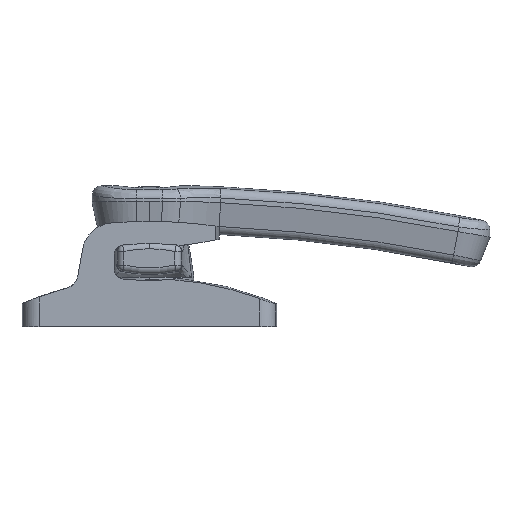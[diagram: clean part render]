
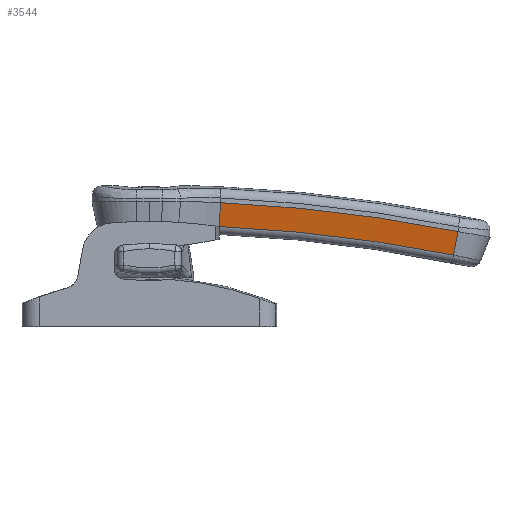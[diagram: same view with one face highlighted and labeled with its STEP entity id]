
A CAD part, left-side view. The second image highlights one B-rep face of the part: STEP entity #3544.
In plain terms, the highlighted conical face has half-angle 80.172 degrees and reference radius 494.995 mm.
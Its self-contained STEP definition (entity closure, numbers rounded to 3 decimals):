
#114 = B_SPLINE_CURVE_WITH_KNOTS ( 'NONE', 1,
 ( #8841, #8887 ),
 .UNSPECIFIED., .F., .F.,
 ( 2, 2 ),
 ( 0.249, 1. ),
 .UNSPECIFIED. ) ;
#115 = B_SPLINE_CURVE_WITH_KNOTS ( 'NONE', 1,
 ( #8897, #8898 ),
 .UNSPECIFIED., .F., .F.,
 ( 2, 2 ),
 ( 0., 0.751 ),
 .UNSPECIFIED. ) ;
#2039 = ORIENTED_EDGE ( 'NONE', *, *, #2457, .F. ) ;
#2040 = ORIENTED_EDGE ( 'NONE', *, *, #2458, .T. ) ;
#2041 = ORIENTED_EDGE ( 'NONE', *, *, #2459, .F. ) ;
#2042 = ORIENTED_EDGE ( 'NONE', *, *, #2438, .F. ) ;
#2248 = VERTEX_POINT ( 'NONE', #7199 ) ;
#2271 = VERTEX_POINT ( 'NONE', #7222 ) ;
#2277 = VERTEX_POINT ( 'NONE', #7228 ) ;
#2283 = VERTEX_POINT ( 'NONE', #7234 ) ;
#2438 = EDGE_CURVE ( 'NONE', #2271, #2248, #7603, .T. ) ;
#2457 = EDGE_CURVE ( 'NONE', #2277, #2271, #114, .T. ) ;
#2458 = EDGE_CURVE ( 'NONE', #2277, #2283, #7608, .T. ) ;
#2459 = EDGE_CURVE ( 'NONE', #2248, #2283, #115, .T. ) ;
#3127 = EDGE_LOOP ( 'NONE', ( #2039, #2040, #2041, #2042 ) ) ;
#3544 = ADVANCED_FACE ( 'NONE', ( #11954 ), #11484, .F. ) ;
#7199 = CARTESIAN_POINT ( 'NONE',  ( -10., -97., 0.397 ) ) ;
#7222 = CARTESIAN_POINT ( 'NONE',  ( -10., -22.33, 9.499 ) ) ;
#7228 = CARTESIAN_POINT ( 'NONE',  ( -8.7, -21.992, 1.992 ) ) ;
#7234 = CARTESIAN_POINT ( 'NONE',  ( -8.7, -95.529, -6.964 ) ) ;
#7603 = CIRCLE ( 'NONE', #7605, 494.995 ) ;
#7605 = AXIS2_PLACEMENT_3D ( 'NONE', #8599, #8600, #8601 ) ;
#7608 = CIRCLE ( 'NONE', #7613, 487.488 ) ;
#7613 = AXIS2_PLACEMENT_3D ( 'NONE', #8900, #8901, #8902 ) ;
#8599 = CARTESIAN_POINT ( 'NONE',  ( -10., 0., -485. ) ) ;
#8600 = DIRECTION ( 'NONE',  ( 1., 0., 0. ) ) ;
#8601 = DIRECTION ( 'NONE',  ( 0., 0., 1. ) ) ;
#8841 = CARTESIAN_POINT ( 'NONE',  ( -8.7, -21.992, 1.992 ) ) ;
#8887 = CARTESIAN_POINT ( 'NONE',  ( -10., -22.33, 9.499 ) ) ;
#8897 = CARTESIAN_POINT ( 'NONE',  ( -10., -97., 0.397 ) ) ;
#8898 = CARTESIAN_POINT ( 'NONE',  ( -8.7, -95.529, -6.964 ) ) ;
#8900 = CARTESIAN_POINT ( 'NONE',  ( -8.7, 0., -485. ) ) ;
#8901 = DIRECTION ( 'NONE',  ( 1., 0., 0. ) ) ;
#8902 = DIRECTION ( 'NONE',  ( 0., 0., 1. ) ) ;
#11484 = CONICAL_SURFACE ( 'NONE', #11485, 494.995, 1.399 ) ;
#11485 = AXIS2_PLACEMENT_3D ( 'NONE', #11957, #11955, #11951 ) ;
#11951 = DIRECTION ( 'NONE',  ( 0., 0., 1. ) ) ;
#11954 = FACE_OUTER_BOUND ( 'NONE', #3127, .T. ) ;
#11955 = DIRECTION ( 'NONE',  ( -1., 0., 0. ) ) ;
#11957 = CARTESIAN_POINT ( 'NONE',  ( -10., 0., -485. ) ) ;
